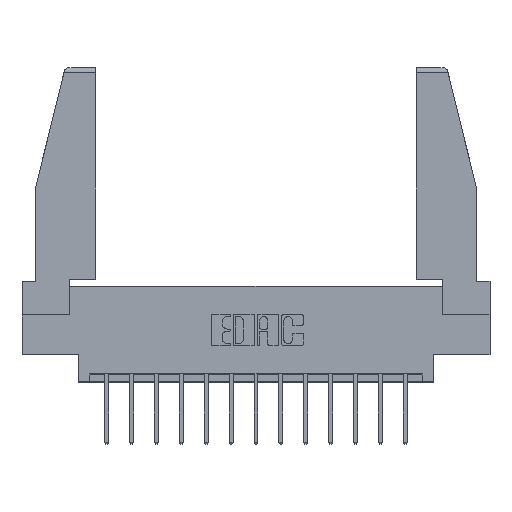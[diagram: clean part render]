
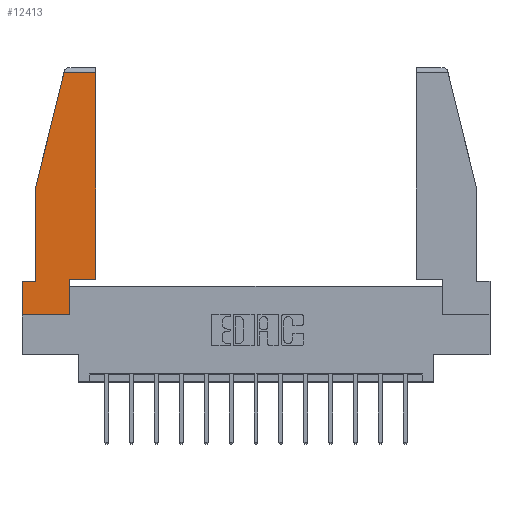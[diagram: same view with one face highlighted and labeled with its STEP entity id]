
A CAD part, top view. The second image highlights one B-rep face of the part: STEP entity #12413.
In plain terms, the highlighted planar face has unit normal (0, 0, 1).
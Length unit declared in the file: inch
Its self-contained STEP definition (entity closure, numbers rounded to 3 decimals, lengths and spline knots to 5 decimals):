
#3 = VERTEX_POINT ( 'NONE', #12005 ) ;
#198 = ORIENTED_EDGE ( 'NONE', *, *, #4533, .T. ) ;
#441 = VERTEX_POINT ( 'NONE', #12947 ) ;
#563 = DIRECTION ( 'NONE',  ( 0., -1., 0. ) ) ;
#687 = LINE ( 'NONE', #8198, #9260 ) ;
#822 = VERTEX_POINT ( 'NONE', #15637 ) ;
#1223 = LINE ( 'NONE', #14741, #8211 ) ;
#1442 = EDGE_CURVE ( 'NONE', #3, #12650, #7136, .T. ) ;
#2285 = LINE ( 'NONE', #2934, #10654 ) ;
#2299 = VERTEX_POINT ( 'NONE', #15070 ) ;
#2643 = VERTEX_POINT ( 'NONE', #5413 ) ;
#2736 = PLANE ( 'NONE',  #8369 ) ;
#2934 = CARTESIAN_POINT ( 'NONE',  ( 0., 1.52, 0. ) ) ;
#3333 = ORIENTED_EDGE ( 'NONE', *, *, #1442, .T. ) ;
#3443 = VECTOR ( 'NONE', #4229, 39.37008 ) ;
#3485 = CARTESIAN_POINT ( 'NONE',  ( 0.086, 0.8, 0. ) ) ;
#3530 = CARTESIAN_POINT ( 'NONE',  ( 0.086, 0.8, 0. ) ) ;
#3620 = VERTEX_POINT ( 'NONE', #14298 ) ;
#4037 = DIRECTION ( 'NONE',  ( 0., 1., 0. ) ) ;
#4229 = DIRECTION ( 'NONE',  ( -1., 0., 0. ) ) ;
#4424 = ORIENTED_EDGE ( 'NONE', *, *, #9293, .T. ) ;
#4460 = LINE ( 'NONE', #3530, #10821 ) ;
#4533 = EDGE_CURVE ( 'NONE', #2299, #3, #2285, .T. ) ;
#4686 = LINE ( 'NONE', #8577, #9470 ) ;
#5253 = CARTESIAN_POINT ( 'NONE',  ( 0.271, 1.55, 0. ) ) ;
#5413 = CARTESIAN_POINT ( 'NONE',  ( 0.461, 0.223, 0. ) ) ;
#5660 = EDGE_CURVE ( 'NONE', #2643, #2299, #7838, .T. ) ;
#5953 = DIRECTION ( 'NONE',  ( 0., -1., 0. ) ) ;
#6430 = DIRECTION ( 'NONE',  ( -0.239, -0.971, 0. ) ) ;
#6711 = DIRECTION ( 'NONE',  ( 0., 1., 0. ) ) ;
#6729 = CARTESIAN_POINT ( 'NONE',  ( 0.461, 0.223, 0. ) ) ;
#7136 = LINE ( 'NONE', #5253, #10500 ) ;
#7160 = ORIENTED_EDGE ( 'NONE', *, *, #5660, .T. ) ;
#7319 = ORIENTED_EDGE ( 'NONE', *, *, #14681, .T. ) ;
#7838 = LINE ( 'NONE', #6729, #14170 ) ;
#8198 = CARTESIAN_POINT ( 'NONE',  ( 0., 0.21, 0. ) ) ;
#8211 = VECTOR ( 'NONE', #12257, 39.37008 ) ;
#8369 = AXIS2_PLACEMENT_3D ( 'NONE', #14062, #14116, #10408 ) ;
#8431 = VERTEX_POINT ( 'NONE', #10641 ) ;
#8577 = CARTESIAN_POINT ( 'NONE',  ( 0.297, 0.223, 0. ) ) ;
#9111 = CARTESIAN_POINT ( 'NONE',  ( 0.297, 0., 0. ) ) ;
#9249 = CARTESIAN_POINT ( 'NONE',  ( 0., 0.21, 0. ) ) ;
#9260 = VECTOR ( 'NONE', #563, 39.37008 ) ;
#9293 = EDGE_CURVE ( 'NONE', #8431, #441, #13984, .T. ) ;
#9411 = EDGE_CURVE ( 'NONE', #12650, #8431, #4460, .T. ) ;
#9470 = VECTOR ( 'NONE', #14877, 39.37008 ) ;
#9887 = LINE ( 'NONE', #9111, #14802 ) ;
#10144 = EDGE_CURVE ( 'NONE', #822, #11012, #1223, .T. ) ;
#10408 = DIRECTION ( 'NONE',  ( 1., 0., 0. ) ) ;
#10500 = VECTOR ( 'NONE', #6430, 39.37008 ) ;
#10641 = CARTESIAN_POINT ( 'NONE',  ( 0.086, 0.21, 0. ) ) ;
#10654 = VECTOR ( 'NONE', #13102, 39.37008 ) ;
#10821 = VECTOR ( 'NONE', #5953, 39.37008 ) ;
#11012 = VERTEX_POINT ( 'NONE', #14683 ) ;
#11441 = ORIENTED_EDGE ( 'NONE', *, *, #9411, .T. ) ;
#12005 = CARTESIAN_POINT ( 'NONE',  ( 0.2636, 1.52, 0. ) ) ;
#12257 = DIRECTION ( 'NONE',  ( 1., 0., 0. ) ) ;
#12413 = ADVANCED_FACE ( 'NONE', ( #12696 ), #2736, .T. ) ;
#12650 = VERTEX_POINT ( 'NONE', #3485 ) ;
#12696 = FACE_OUTER_BOUND ( 'NONE', #14961, .T. ) ;
#12947 = CARTESIAN_POINT ( 'NONE',  ( 0., 0.21, 0. ) ) ;
#13102 = DIRECTION ( 'NONE',  ( -1., 0., 0. ) ) ;
#13369 = ORIENTED_EDGE ( 'NONE', *, *, #10144, .T. ) ;
#13984 = LINE ( 'NONE', #9249, #3443 ) ;
#14062 = CARTESIAN_POINT ( 'NONE',  ( 0., 0., 0. ) ) ;
#14116 = DIRECTION ( 'NONE',  ( 0., 0., 1. ) ) ;
#14170 = VECTOR ( 'NONE', #4037, 39.37008 ) ;
#14298 = CARTESIAN_POINT ( 'NONE',  ( 0.297, 0.223, 0. ) ) ;
#14681 = EDGE_CURVE ( 'NONE', #11012, #3620, #9887, .T. ) ;
#14683 = CARTESIAN_POINT ( 'NONE',  ( 0.297, 0., 0. ) ) ;
#14741 = CARTESIAN_POINT ( 'NONE',  ( 0., 0., 0. ) ) ;
#14802 = VECTOR ( 'NONE', #6711, 39.37008 ) ;
#14877 = DIRECTION ( 'NONE',  ( 1., 0., 0. ) ) ;
#14961 = EDGE_LOOP ( 'NONE', ( #7160, #198, #3333, #11441, #4424, #15106, #13369, #7319, #15681 ) ) ;
#15070 = CARTESIAN_POINT ( 'NONE',  ( 0.461, 1.52, 0. ) ) ;
#15106 = ORIENTED_EDGE ( 'NONE', *, *, #15572, .T. ) ;
#15572 = EDGE_CURVE ( 'NONE', #441, #822, #687, .T. ) ;
#15637 = CARTESIAN_POINT ( 'NONE',  ( 0., 0., 0. ) ) ;
#15681 = ORIENTED_EDGE ( 'NONE', *, *, #15739, .T. ) ;
#15739 = EDGE_CURVE ( 'NONE', #3620, #2643, #4686, .T. ) ;
